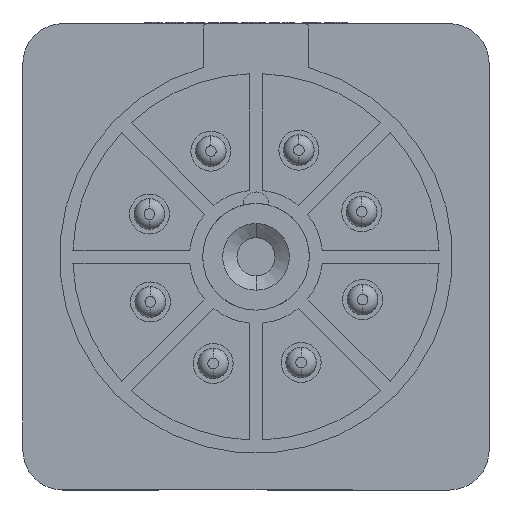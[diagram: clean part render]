
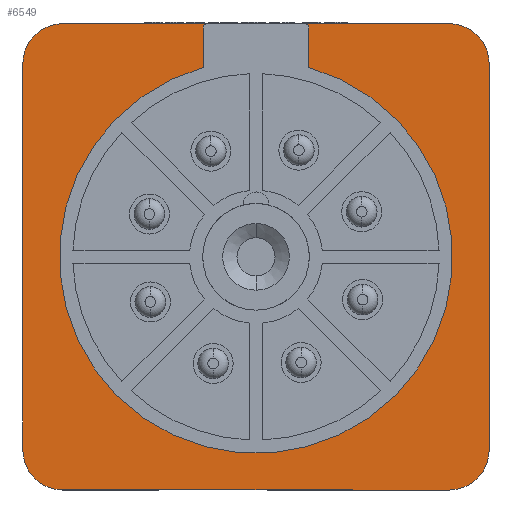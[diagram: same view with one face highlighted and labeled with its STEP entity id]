
A CAD part, front view. The second image highlights one B-rep face of the part: STEP entity #6549.
In plain terms, the highlighted planar face has unit normal (0, -1, 0).
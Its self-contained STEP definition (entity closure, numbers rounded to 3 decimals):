
#377 = VERTEX_POINT ( 'NONE', #17960 ) ;
#435 = CARTESIAN_POINT ( 'NONE',  ( 14.5, -1.75, -17.5 ) ) ;
#467 = CARTESIAN_POINT ( 'NONE',  ( 14.5, -1.75, -14.5 ) ) ;
#520 = VERTEX_POINT ( 'NONE', #9292 ) ;
#852 = ORIENTED_EDGE ( 'NONE', *, *, #5421, .F. ) ;
#959 = CIRCLE ( 'NONE', #4985, 14.752 ) ;
#1167 = LINE ( 'NONE', #12290, #4577 ) ;
#1280 = EDGE_CURVE ( 'NONE', #8505, #6909, #11945, .T. ) ;
#1576 = EDGE_CURVE ( 'NONE', #13331, #520, #1167, .T. ) ;
#1656 = DIRECTION ( 'NONE',  ( 0., 0., 1. ) ) ;
#1712 = CARTESIAN_POINT ( 'NONE',  ( -17.5, -1.75, 14.5 ) ) ;
#1761 = EDGE_CURVE ( 'NONE', #3075, #16744, #4100, .T. ) ;
#1900 = DIRECTION ( 'NONE',  ( 0., 0., 1. ) ) ;
#1992 = VECTOR ( 'NONE', #14789, 1000. ) ;
#2022 = ORIENTED_EDGE ( 'NONE', *, *, #5947, .F. ) ;
#2042 = CARTESIAN_POINT ( 'NONE',  ( 14.5, -1.75, 17.5 ) ) ;
#2069 = AXIS2_PLACEMENT_3D ( 'NONE', #16114, #7787, #17485 ) ;
#2210 = ORIENTED_EDGE ( 'NONE', *, *, #9523, .F. ) ;
#2248 = ORIENTED_EDGE ( 'NONE', *, *, #1280, .F. ) ;
#2713 = DIRECTION ( 'NONE',  ( 1., 0., 0. ) ) ;
#3037 = ORIENTED_EDGE ( 'NONE', *, *, #13807, .F. ) ;
#3044 = ORIENTED_EDGE ( 'NONE', *, *, #16238, .F. ) ;
#3075 = VERTEX_POINT ( 'NONE', #5253 ) ;
#3217 = LINE ( 'NONE', #435, #18187 ) ;
#3379 = LINE ( 'NONE', #2042, #11010 ) ;
#3890 = EDGE_CURVE ( 'NONE', #8902, #17782, #10490, .T. ) ;
#4100 = LINE ( 'NONE', #13685, #7492 ) ;
#4129 = CARTESIAN_POINT ( 'NONE',  ( 14.5, -1.75, 17.5 ) ) ;
#4320 = CARTESIAN_POINT ( 'NONE',  ( -14.5, -1.75, 17.5 ) ) ;
#4389 = CARTESIAN_POINT ( 'NONE',  ( -14.5, -1.75, 14.5 ) ) ;
#4577 = VECTOR ( 'NONE', #9588, 1000. ) ;
#4770 = CARTESIAN_POINT ( 'NONE',  ( 3.695, -1.75, 17.5 ) ) ;
#4956 = CARTESIAN_POINT ( 'NONE',  ( 0., -1.75, 0.002 ) ) ;
#4985 = AXIS2_PLACEMENT_3D ( 'NONE', #4956, #14827, #6399 ) ;
#5133 = DIRECTION ( 'NONE',  ( 0., -1., 0. ) ) ;
#5253 = CARTESIAN_POINT ( 'NONE',  ( -3.945, -1.75, 17.25 ) ) ;
#5301 = EDGE_CURVE ( 'NONE', #377, #7768, #3217, .T. ) ;
#5377 = DIRECTION ( 'NONE',  ( 0., 1., 0. ) ) ;
#5409 = EDGE_CURVE ( 'NONE', #7768, #8505, #8635, .T. ) ;
#5421 = EDGE_CURVE ( 'NONE', #16744, #17123, #959, .T. ) ;
#5442 = EDGE_CURVE ( 'NONE', #15021, #3075, #6831, .T. ) ;
#5699 = EDGE_CURVE ( 'NONE', #5723, #15021, #17939, .T. ) ;
#5721 = AXIS2_PLACEMENT_3D ( 'NONE', #467, #10516, #1900 ) ;
#5723 = VERTEX_POINT ( 'NONE', #4320 ) ;
#5851 = DIRECTION ( 'NONE',  ( 0., 0., -1. ) ) ;
#5947 = EDGE_CURVE ( 'NONE', #6909, #5723, #15752, .T. ) ;
#6001 = ORIENTED_EDGE ( 'NONE', *, *, #1761, .F. ) ;
#6064 = DIRECTION ( 'NONE',  ( 0., 1., 0. ) ) ;
#6208 = ORIENTED_EDGE ( 'NONE', *, *, #5409, .F. ) ;
#6399 = DIRECTION ( 'NONE',  ( 0., 0., -1. ) ) ;
#6549 = ADVANCED_FACE ( 'NONE', ( #6849 ), #13727, .F. ) ;
#6831 = CIRCLE ( 'NONE', #10743, 0.25 ) ;
#6849 = FACE_OUTER_BOUND ( 'NONE', #7135, .T. ) ;
#6909 = VERTEX_POINT ( 'NONE', #7319 ) ;
#7135 = EDGE_LOOP ( 'NONE', ( #7693, #10900, #2022, #2248, #6208, #8939, #12083, #7972, #2210, #3044, #7321, #3037, #852, #6001 ) ) ;
#7319 = CARTESIAN_POINT ( 'NONE',  ( -17.5, -1.75, 14.5 ) ) ;
#7321 = ORIENTED_EDGE ( 'NONE', *, *, #3890, .F. ) ;
#7492 = VECTOR ( 'NONE', #15054, 1000. ) ;
#7693 = ORIENTED_EDGE ( 'NONE', *, *, #5442, .F. ) ;
#7768 = VERTEX_POINT ( 'NONE', #14165 ) ;
#7787 = DIRECTION ( 'NONE',  ( 0., 1., 0. ) ) ;
#7913 = CARTESIAN_POINT ( 'NONE',  ( -3.695, -1.75, 17.25 ) ) ;
#7969 = CIRCLE ( 'NONE', #8575, 3. ) ;
#7972 = ORIENTED_EDGE ( 'NONE', *, *, #1576, .F. ) ;
#8222 = CARTESIAN_POINT ( 'NONE',  ( -17.5, -1.75, -14.5 ) ) ;
#8505 = VERTEX_POINT ( 'NONE', #8222 ) ;
#8575 = AXIS2_PLACEMENT_3D ( 'NONE', #14503, #6064, #15840 ) ;
#8635 = CIRCLE ( 'NONE', #2069, 3. ) ;
#8902 = VERTEX_POINT ( 'NONE', #12572 ) ;
#8939 = ORIENTED_EDGE ( 'NONE', *, *, #5301, .F. ) ;
#9041 = DIRECTION ( 'NONE',  ( -1., 0., 0. ) ) ;
#9292 = CARTESIAN_POINT ( 'NONE',  ( 17.5, -1.75, -14.5 ) ) ;
#9343 = DIRECTION ( 'NONE',  ( 0., 0., -1. ) ) ;
#9508 = CARTESIAN_POINT ( 'NONE',  ( 17.5, -1.75, 14.5 ) ) ;
#9523 = EDGE_CURVE ( 'NONE', #12779, #13331, #7969, .T. ) ;
#9588 = DIRECTION ( 'NONE',  ( 0., 0., -1. ) ) ;
#9644 = LINE ( 'NONE', #12003, #1992 ) ;
#10490 = CIRCLE ( 'NONE', #16560, 0.25 ) ;
#10516 = DIRECTION ( 'NONE',  ( 0., 1., 0. ) ) ;
#10743 = AXIS2_PLACEMENT_3D ( 'NONE', #7913, #17612, #9343 ) ;
#10900 = ORIENTED_EDGE ( 'NONE', *, *, #5699, .F. ) ;
#11010 = VECTOR ( 'NONE', #12043, 1000. ) ;
#11945 = LINE ( 'NONE', #1712, #15597 ) ;
#12003 = CARTESIAN_POINT ( 'NONE',  ( 3.945, -1.75, 14.217 ) ) ;
#12043 = DIRECTION ( 'NONE',  ( 1., 0., 0. ) ) ;
#12083 = ORIENTED_EDGE ( 'NONE', *, *, #13163, .F. ) ;
#12290 = CARTESIAN_POINT ( 'NONE',  ( 17.5, -1.75, 14.5 ) ) ;
#12572 = CARTESIAN_POINT ( 'NONE',  ( 3.945, -1.75, 17.25 ) ) ;
#12779 = VERTEX_POINT ( 'NONE', #15329 ) ;
#13142 = CARTESIAN_POINT ( 'NONE',  ( -3.945, -1.75, 14.217 ) ) ;
#13163 = EDGE_CURVE ( 'NONE', #520, #377, #14707, .T. ) ;
#13331 = VERTEX_POINT ( 'NONE', #9508 ) ;
#13434 = AXIS2_PLACEMENT_3D ( 'NONE', #4389, #14299, #5851 ) ;
#13620 = CARTESIAN_POINT ( 'NONE',  ( 3.695, -1.75, 17.25 ) ) ;
#13685 = CARTESIAN_POINT ( 'NONE',  ( -3.945, -1.75, 14.217 ) ) ;
#13727 = PLANE ( 'NONE',  #14823 ) ;
#13807 = EDGE_CURVE ( 'NONE', #17123, #8902, #9644, .T. ) ;
#13844 = CARTESIAN_POINT ( 'NONE',  ( -14.5, -1.75, -14.5 ) ) ;
#14165 = CARTESIAN_POINT ( 'NONE',  ( -14.5, -1.75, -17.5 ) ) ;
#14299 = DIRECTION ( 'NONE',  ( 0., 1., 0. ) ) ;
#14313 = VECTOR ( 'NONE', #2713, 1000. ) ;
#14503 = CARTESIAN_POINT ( 'NONE',  ( 14.5, -1.75, 14.5 ) ) ;
#14707 = CIRCLE ( 'NONE', #5721, 3. ) ;
#14789 = DIRECTION ( 'NONE',  ( 0., 0., 1. ) ) ;
#14823 = AXIS2_PLACEMENT_3D ( 'NONE', #13844, #5377, #15200 ) ;
#14827 = DIRECTION ( 'NONE',  ( 0., -1., 0. ) ) ;
#14992 = DIRECTION ( 'NONE',  ( 0., 0., -1. ) ) ;
#15021 = VERTEX_POINT ( 'NONE', #17268 ) ;
#15054 = DIRECTION ( 'NONE',  ( 0., 0., -1. ) ) ;
#15200 = DIRECTION ( 'NONE',  ( 0., 0., 1. ) ) ;
#15329 = CARTESIAN_POINT ( 'NONE',  ( 14.5, -1.75, 17.5 ) ) ;
#15597 = VECTOR ( 'NONE', #1656, 1000. ) ;
#15752 = CIRCLE ( 'NONE', #13434, 3. ) ;
#15840 = DIRECTION ( 'NONE',  ( 0., 0., 1. ) ) ;
#16114 = CARTESIAN_POINT ( 'NONE',  ( -14.5, -1.75, -14.5 ) ) ;
#16238 = EDGE_CURVE ( 'NONE', #17782, #12779, #3379, .T. ) ;
#16560 = AXIS2_PLACEMENT_3D ( 'NONE', #13620, #5133, #14992 ) ;
#16575 = CARTESIAN_POINT ( 'NONE',  ( 3.945, -1.75, 14.217 ) ) ;
#16744 = VERTEX_POINT ( 'NONE', #13142 ) ;
#17123 = VERTEX_POINT ( 'NONE', #16575 ) ;
#17268 = CARTESIAN_POINT ( 'NONE',  ( -3.695, -1.75, 17.5 ) ) ;
#17485 = DIRECTION ( 'NONE',  ( 0., 0., 1. ) ) ;
#17612 = DIRECTION ( 'NONE',  ( 0., -1., 0. ) ) ;
#17782 = VERTEX_POINT ( 'NONE', #4770 ) ;
#17939 = LINE ( 'NONE', #4129, #14313 ) ;
#17960 = CARTESIAN_POINT ( 'NONE',  ( 14.5, -1.75, -17.5 ) ) ;
#18187 = VECTOR ( 'NONE', #9041, 1000. ) ;
